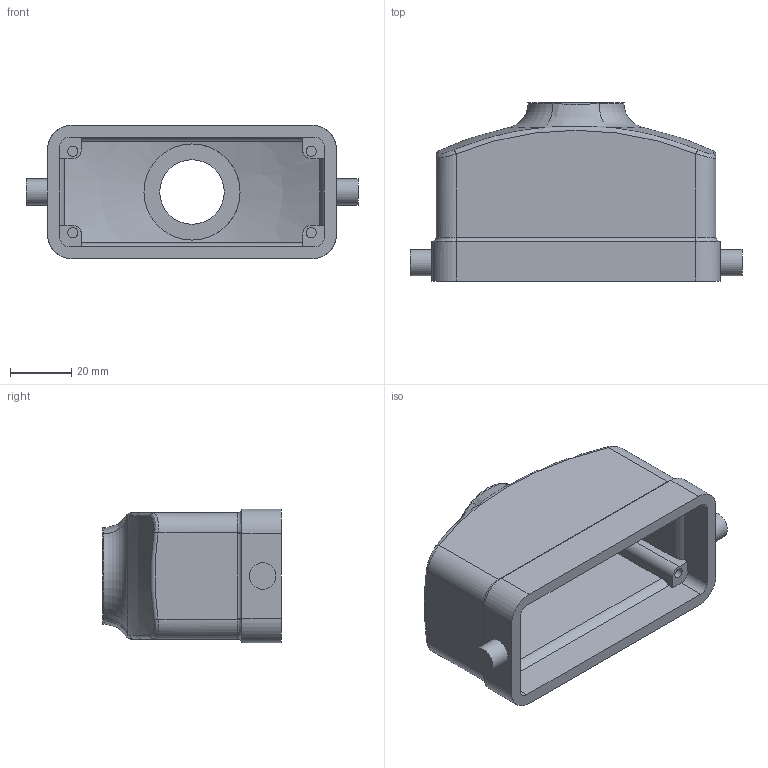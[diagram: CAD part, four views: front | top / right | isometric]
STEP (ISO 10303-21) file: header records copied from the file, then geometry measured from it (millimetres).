
FILE_DESCRIPTION (( 'STEP AP214' ), '1' );
FILE_NAME ('ZP-MC16B-2-STE21M.STEP', '2011-11-21T14:09:41', ( '.adc' ), ( '' ), 'SwSTEP 2.0', 'SolidWorks 2011', '' );
FILE_SCHEMA (( 'AUTOMOTIVE_DESIGN' ));
Length unit declared in the file: millimetre
Products named in the file (1): ZP-MC16B-2-STE21M
Bounding box: 108 x 58 x 43.5 mm (x, y, z)
Volume: 62146.4 mm3; surface area: 31610.8 mm2
Topology: 2 solids, 2 shells, 96 faces, 228 edges, 143 vertices
Faces by surface type: plane 39, cylinder 34, bspline 14, torus 6, sphere 3
Full cylindrical faces by diameter (mm): 3.3 x4, 8.6 x2, 21 x1, 26 x1, 31.25 x2
Entity records: 4452 total; most frequent: CARTESIAN_POINT 1535, DIRECTION 456, ORIENTED_EDGE 426, EDGE_CURVE 213, AXIS2_PLACEMENT_3D 184, VERTEX_POINT 139, EDGE_LOOP 116, FACE_OUTER_BOUND 106
